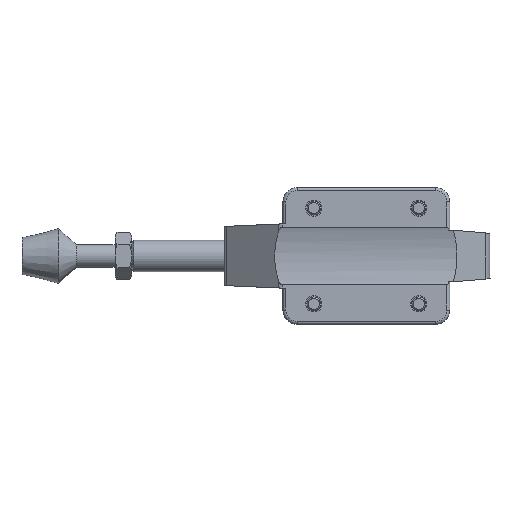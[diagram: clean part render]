
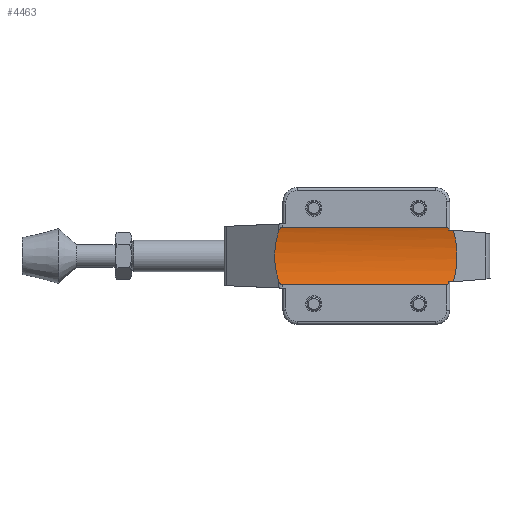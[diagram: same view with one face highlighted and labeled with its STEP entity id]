
A CAD part, front view. The second image highlights one B-rep face of the part: STEP entity #4463.
In plain terms, the highlighted cylindrical face has radius 34.083 mm (diameter 68.167 mm), a partial arc.
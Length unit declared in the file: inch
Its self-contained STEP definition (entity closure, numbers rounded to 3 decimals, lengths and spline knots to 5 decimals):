
#145=ELLIPSE('',#4991,1.9376,1.34186);
#146=ELLIPSE('',#4992,2.12231,1.34186);
#495=LINE('',#7637,#826);
#505=LINE('',#7672,#836);
#528=LINE('',#7755,#859);
#529=LINE('',#7784,#860);
#826=VECTOR('',#5929,39.37008);
#836=VECTOR('',#5957,39.37008);
#859=VECTOR('',#6006,39.37008);
#860=VECTOR('',#6009,39.37008);
#985=CYLINDRICAL_SURFACE('',#4990,1.34186);
#1123=B_SPLINE_CURVE_WITH_KNOTS('',3,(#7728,#7729,#7730,#7731,#7732,#7733,
#7734,#7735,#7736,#7737,#7738,#7739),.UNSPECIFIED.,.F.,.F.,(4,2,2,2,2,4),
(-1.96872,-1.95953,-1.95033,-1.93195,
-1.90455,-1.84024),.UNSPECIFIED.);
#1124=B_SPLINE_CURVE_WITH_KNOTS('',3,(#7742,#7743,#7744,#7745,#7746,#7747,
#7748,#7749,#7750,#7751,#7752,#7753),.UNSPECIFIED.,.F.,.F.,(4,2,2,2,2,4),
(-0.12849,-0.06418,-0.03678,-0.01839,
-0.00919,0.),.UNSPECIFIED.);
#1125=B_SPLINE_CURVE_WITH_KNOTS('',3,(#7757,#7758,#7759,#7760,#7761,#7762,
#7763,#7764,#7765,#7766,#7767,#7768),.UNSPECIFIED.,.F.,.F.,(4,2,2,2,2,4),
(-4.05687,-4.03321,-4.00954,-3.96221,
-3.8832,-3.84331),.UNSPECIFIED.);
#1126=B_SPLINE_CURVE_WITH_KNOTS('',3,(#7772,#7773,#7774,#7775,#7776,#7777,
#7778,#7779,#7780,#7781,#7782,#7783),.UNSPECIFIED.,.F.,.F.,(4,2,2,2,2,4),
(-2.242,-2.20211,-2.1231,-2.07577,
-2.0521,-2.02844),.UNSPECIFIED.);
#1274=FACE_OUTER_BOUND('',#1561,.T.);
#1561=EDGE_LOOP('',(#3707,#3708,#3709,#3710,#3711,#3712,#3713,#3714,#3715,
#3716));
#2138=VERTEX_POINT('',#7634);
#2139=VERTEX_POINT('',#7636);
#2154=VERTEX_POINT('',#7669);
#2155=VERTEX_POINT('',#7671);
#2176=VERTEX_POINT('',#7727);
#2177=VERTEX_POINT('',#7741);
#2178=VERTEX_POINT('',#7754);
#2179=VERTEX_POINT('',#7756);
#2180=VERTEX_POINT('',#7769);
#2181=VERTEX_POINT('',#7771);
#2671=EDGE_CURVE('',#2139,#2138,#495,.T.);
#2689=EDGE_CURVE('',#2155,#2154,#505,.T.);
#2716=EDGE_CURVE('',#2176,#2139,#1123,.T.);
#2717=EDGE_CURVE('',#2138,#2155,#145,.T.);
#2718=EDGE_CURVE('',#2154,#2177,#1124,.T.);
#2719=EDGE_CURVE('',#2177,#2178,#528,.T.);
#2720=EDGE_CURVE('',#2178,#2179,#1125,.T.);
#2721=EDGE_CURVE('',#2179,#2180,#146,.T.);
#2722=EDGE_CURVE('',#2180,#2181,#1126,.T.);
#2723=EDGE_CURVE('',#2176,#2181,#529,.T.);
#3707=ORIENTED_EDGE('',*,*,#2716,.T.);
#3708=ORIENTED_EDGE('',*,*,#2671,.T.);
#3709=ORIENTED_EDGE('',*,*,#2717,.T.);
#3710=ORIENTED_EDGE('',*,*,#2689,.T.);
#3711=ORIENTED_EDGE('',*,*,#2718,.T.);
#3712=ORIENTED_EDGE('',*,*,#2719,.T.);
#3713=ORIENTED_EDGE('',*,*,#2720,.T.);
#3714=ORIENTED_EDGE('',*,*,#2721,.T.);
#3715=ORIENTED_EDGE('',*,*,#2722,.T.);
#3716=ORIENTED_EDGE('',*,*,#2723,.F.);
#4463=ADVANCED_FACE('',(#1274),#985,.F.);
#4990=AXIS2_PLACEMENT_3D('',#7726,#6002,#6003);
#4991=AXIS2_PLACEMENT_3D('',#7740,#6004,#6005);
#4992=AXIS2_PLACEMENT_3D('',#7770,#6007,#6008);
#5929=DIRECTION('',(1.,0.,0.));
#5957=DIRECTION('',(-1.,0.,0.));
#6002=DIRECTION('center_axis',(-1.,0.,0.));
#6003=DIRECTION('ref_axis',(0.,0.,1.));
#6004=DIRECTION('center_axis',(0.693,-0.721,0.));
#6005=DIRECTION('ref_axis',(0.721,0.693,0.));
#6006=DIRECTION('',(-1.,0.,0.));
#6007=DIRECTION('center_axis',(-0.632,-0.775,0.));
#6008=DIRECTION('ref_axis',(0.775,-0.632,0.));
#6009=DIRECTION('',(-1.,0.,0.));
#7634=CARTESIAN_POINT('',(3.14117,0.01171,-0.3533));
#7636=CARTESIAN_POINT('',(3.0792,0.01171,-0.3533));
#7637=CARTESIAN_POINT('',(3.64173,0.01171,-0.3533));
#7669=CARTESIAN_POINT('',(3.0792,0.01171,0.3533));
#7671=CARTESIAN_POINT('',(3.14117,0.01171,0.3533));
#7672=CARTESIAN_POINT('',(3.64173,0.01171,0.3533));
#7726=CARTESIAN_POINT('Origin',(3.64173,-1.28281,0.));
#7727=CARTESIAN_POINT('',(3.05118,0.,-0.3937));
#7728=CARTESIAN_POINT('Ctrl Pts',(3.05118,0.,
-0.3937));
#7729=CARTESIAN_POINT('Ctrl Pts',(3.05239,0.,
-0.3937));
#7730=CARTESIAN_POINT('Ctrl Pts',(3.0536,0.00006,
-0.39352));
#7731=CARTESIAN_POINT('Ctrl Pts',(3.05594,0.00027,
-0.39282));
#7732=CARTESIAN_POINT('Ctrl Pts',(3.05708,0.00043,
-0.3923));
#7733=CARTESIAN_POINT('Ctrl Pts',(3.06031,0.00101,-0.3904));
#7734=CARTESIAN_POINT('Ctrl Pts',(3.06222,0.00154,
-0.38864));
#7735=CARTESIAN_POINT('Ctrl Pts',(3.06612,0.00286,
-0.38426));
#7736=CARTESIAN_POINT('Ctrl Pts',(3.06839,0.00391,
-0.38074));
#7737=CARTESIAN_POINT('Ctrl Pts',(3.07391,0.00692,-0.37048));
#7738=CARTESIAN_POINT('Ctrl Pts',(3.07705,0.00953,
-0.36127));
#7739=CARTESIAN_POINT('Ctrl Pts',(3.0792,0.01171,-0.3533));
#7740=CARTESIAN_POINT('Origin',(1.79273,-1.28281,0.));
#7741=CARTESIAN_POINT('',(3.05118,0.,0.3937));
#7742=CARTESIAN_POINT('Ctrl Pts',(3.0792,0.01171,0.3533));
#7743=CARTESIAN_POINT('Ctrl Pts',(3.07705,0.00953,0.36127));
#7744=CARTESIAN_POINT('Ctrl Pts',(3.07391,0.00692,0.37048));
#7745=CARTESIAN_POINT('Ctrl Pts',(3.06839,0.00391,
0.38074));
#7746=CARTESIAN_POINT('Ctrl Pts',(3.06612,0.00286,
0.38426));
#7747=CARTESIAN_POINT('Ctrl Pts',(3.06222,0.00154,
0.38864));
#7748=CARTESIAN_POINT('Ctrl Pts',(3.06031,0.00101,
0.3904));
#7749=CARTESIAN_POINT('Ctrl Pts',(3.05708,0.00043,
0.3923));
#7750=CARTESIAN_POINT('Ctrl Pts',(3.05594,0.00027,
0.39282));
#7751=CARTESIAN_POINT('Ctrl Pts',(3.0536,0.00006,
0.39352));
#7752=CARTESIAN_POINT('Ctrl Pts',(3.05239,0.,
0.3937));
#7753=CARTESIAN_POINT('Ctrl Pts',(3.05118,0.,
0.3937));
#7754=CARTESIAN_POINT('',(0.79403,0.,0.3937));
#7755=CARTESIAN_POINT('',(3.64173,0.,0.3937));
#7756=CARTESIAN_POINT('',(0.74425,0.01774,0.33043));
#7757=CARTESIAN_POINT('Ctrl Pts',(0.79403,0.,
0.3937));
#7758=CARTESIAN_POINT('Ctrl Pts',(0.79093,0.,
0.3937));
#7759=CARTESIAN_POINT('Ctrl Pts',(0.78792,0.00018,
0.3931));
#7760=CARTESIAN_POINT('Ctrl Pts',(0.78219,0.00084,
0.39095));
#7761=CARTESIAN_POINT('Ctrl Pts',(0.77947,0.00131,
0.3894));
#7762=CARTESIAN_POINT('Ctrl Pts',(0.77186,0.00301,
0.38379));
#7763=CARTESIAN_POINT('Ctrl Pts',(0.76752,0.0045,0.37875));
#7764=CARTESIAN_POINT('Ctrl Pts',(0.75823,0.00833,
0.36556));
#7765=CARTESIAN_POINT('Ctrl Pts',(0.75304,0.01137,
0.35467));
#7766=CARTESIAN_POINT('Ctrl Pts',(0.74757,0.01513,
0.34055));
#7767=CARTESIAN_POINT('Ctrl Pts',(0.74585,0.01643,
0.33557));
#7768=CARTESIAN_POINT('Ctrl Pts',(0.74425,0.01774,
0.33043));
#7769=CARTESIAN_POINT('',(0.74425,0.01774,-0.33043));
#7770=CARTESIAN_POINT('Origin',(2.33788,-1.28281,0.));
#7771=CARTESIAN_POINT('',(0.79403,0.,-0.3937));
#7772=CARTESIAN_POINT('Ctrl Pts',(0.74425,0.01774,
-0.33043));
#7773=CARTESIAN_POINT('Ctrl Pts',(0.74585,0.01643,-0.33557));
#7774=CARTESIAN_POINT('Ctrl Pts',(0.74757,0.01513,-0.34055));
#7775=CARTESIAN_POINT('Ctrl Pts',(0.75304,0.01137,
-0.35467));
#7776=CARTESIAN_POINT('Ctrl Pts',(0.75823,0.00833,
-0.36556));
#7777=CARTESIAN_POINT('Ctrl Pts',(0.76752,0.0045,
-0.37875));
#7778=CARTESIAN_POINT('Ctrl Pts',(0.77186,0.00301,
-0.38379));
#7779=CARTESIAN_POINT('Ctrl Pts',(0.77947,0.00131,
-0.3894));
#7780=CARTESIAN_POINT('Ctrl Pts',(0.78219,0.00084,
-0.39095));
#7781=CARTESIAN_POINT('Ctrl Pts',(0.78792,0.00018,
-0.3931));
#7782=CARTESIAN_POINT('Ctrl Pts',(0.79093,0.,
-0.3937));
#7783=CARTESIAN_POINT('Ctrl Pts',(0.79403,0.,
-0.3937));
#7784=CARTESIAN_POINT('',(3.64173,0.,-0.3937));
